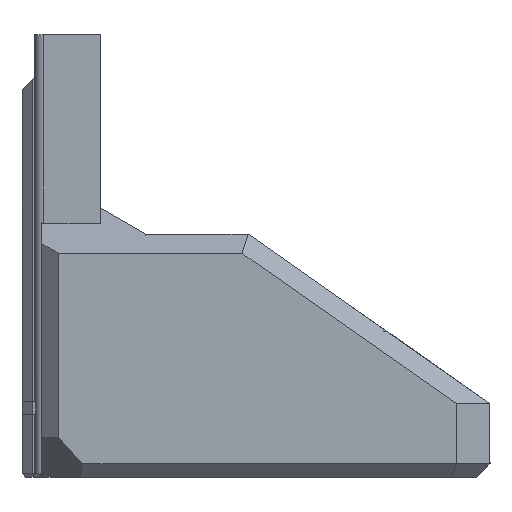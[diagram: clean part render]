
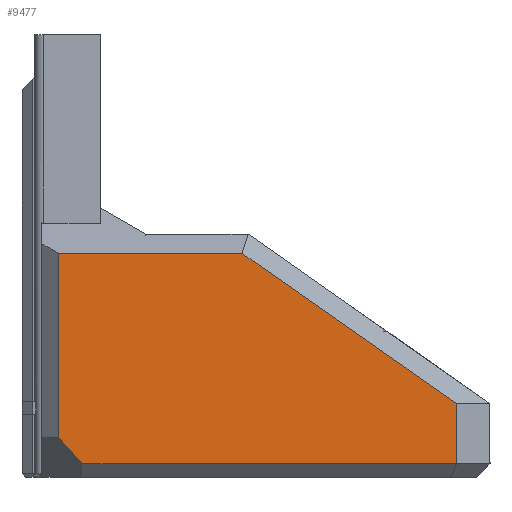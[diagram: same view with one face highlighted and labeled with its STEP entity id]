
A CAD part, left-side view. The second image highlights one B-rep face of the part: STEP entity #9477.
In plain terms, the highlighted planar face has unit normal (-1, 0, 0).
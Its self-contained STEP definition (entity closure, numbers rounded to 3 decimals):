
#933=FACE_OUTER_BOUND('',#1474,.T.);
#1474=EDGE_LOOP('',(#8066,#8067,#8068,#8069,#8070,#8071));
#2409=LINE('',#15878,#3445);
#2416=LINE('',#15891,#3452);
#2439=LINE('',#15937,#3475);
#2440=LINE('',#15939,#3476);
#2441=LINE('',#15941,#3477);
#2442=LINE('',#15942,#3478);
#3445=VECTOR('',#12401,10.);
#3452=VECTOR('',#12414,10.);
#3475=VECTOR('',#12453,10.);
#3476=VECTOR('',#12454,10.);
#3477=VECTOR('',#12455,10.);
#3478=VECTOR('',#12456,10.);
#4398=VERTEX_POINT('',#15876);
#4399=VERTEX_POINT('',#15877);
#4402=VERTEX_POINT('',#15890);
#4417=VERTEX_POINT('',#15936);
#4418=VERTEX_POINT('',#15938);
#4419=VERTEX_POINT('',#15940);
#5665=EDGE_CURVE('',#4398,#4399,#2409,.T.);
#5672=EDGE_CURVE('',#4399,#4402,#2416,.T.);
#5695=EDGE_CURVE('',#4398,#4417,#2439,.T.);
#5696=EDGE_CURVE('',#4417,#4418,#2440,.T.);
#5697=EDGE_CURVE('',#4418,#4419,#2441,.T.);
#5698=EDGE_CURVE('',#4402,#4419,#2442,.T.);
#8066=ORIENTED_EDGE('',*,*,#5665,.F.);
#8067=ORIENTED_EDGE('',*,*,#5695,.T.);
#8068=ORIENTED_EDGE('',*,*,#5696,.T.);
#8069=ORIENTED_EDGE('',*,*,#5697,.T.);
#8070=ORIENTED_EDGE('',*,*,#5698,.F.);
#8071=ORIENTED_EDGE('',*,*,#5672,.F.);
#8968=PLANE('',#10230);
#9477=ADVANCED_FACE('',(#933),#8968,.T.);
#10230=AXIS2_PLACEMENT_3D('',#15935,#12451,#12452);
#12401=DIRECTION('',(0.,1.,0.));
#12414=DIRECTION('',(0.,0.669,0.743));
#12451=DIRECTION('center_axis',(-1.,0.,0.));
#12452=DIRECTION('ref_axis',(0.,1.,0.));
#12453=DIRECTION('',(0.,0.,1.));
#12454=DIRECTION('',(0.,0.819,0.574));
#12455=DIRECTION('',(0.,1.,0.));
#12456=DIRECTION('',(0.,0.,1.));
#15876=CARTESIAN_POINT('',(-25.5,-17.5,-6.7));
#15877=CARTESIAN_POINT('',(-25.5,24.05,-6.7));
#15878=CARTESIAN_POINT('',(-25.5,-6.375,-6.7));
#15890=CARTESIAN_POINT('',(-25.5,26.66,-3.8));
#15891=CARTESIAN_POINT('',(-25.5,17.156,-14.36));
#15935=CARTESIAN_POINT('Origin',(-25.5,-17.5,0.));
#15936=CARTESIAN_POINT('',(-25.5,-17.5,-0.017));
#15937=CARTESIAN_POINT('',(-25.5,-17.5,0.));
#15938=CARTESIAN_POINT('',(-25.5,6.305,16.651));
#15939=CARTESIAN_POINT('',(-25.5,-4.452,9.119));
#15940=CARTESIAN_POINT('',(-25.5,26.66,16.651));
#15941=CARTESIAN_POINT('',(-25.5,5.9,16.651));
#15942=CARTESIAN_POINT('',(-25.5,26.66,0.));
